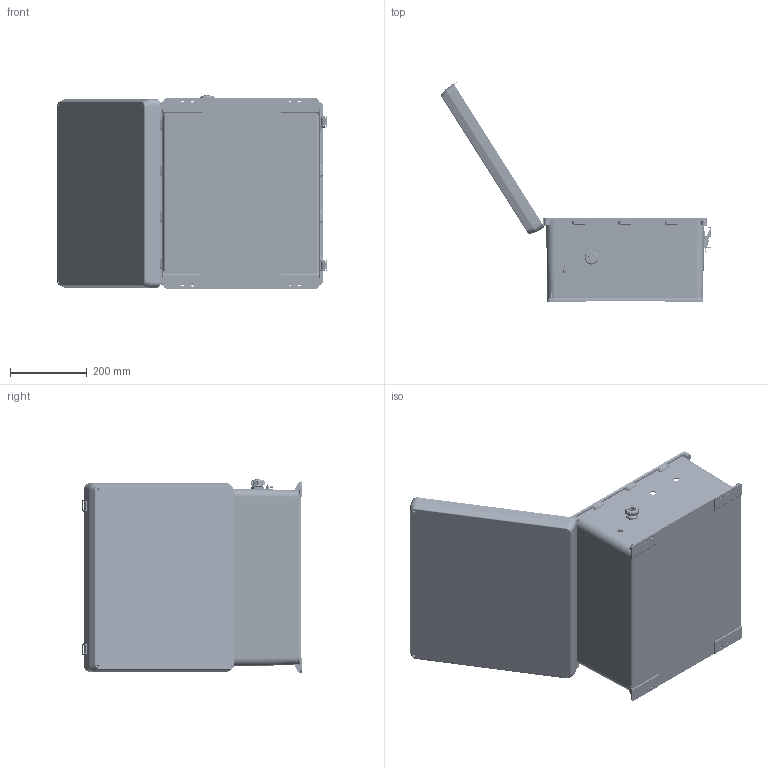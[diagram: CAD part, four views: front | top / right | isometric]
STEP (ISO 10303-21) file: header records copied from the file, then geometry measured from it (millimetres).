
FILE_DESCRIPTION (( 'STEP AP214' ), '1' );
FILE_NAME ('TEF181608-100-UL.STEP', '2019-05-09T14:46:18', ( '' ), ( '' ), 'SwSTEP 2.0', 'SolidWorks 2018', '' );
FILE_SCHEMA (( 'AUTOMOTIVE_DESIGN' ));
Length unit declared in the file: inch
Products named in the file (30): XF685-01; XC-0003; TEF181608-100-UL; XFW-0002; XMH-0007; X-ASSY-HYP285-1; NB181608-DoorClasp-2; NB181608-DoorClasp-1; X-PCB-HYP285; XFS-0032_91735A151; XFN-0003; XCT-0011; XERZ-V20D241; XCTB-0002; XFN-0013; XFS-0026; XMH-0010; XFN-0022; NEMA 18 GroundWire; 10-32 NEMA PLATE SCREW; XFS-0017; XF797-02; NB181608-Hinge; NB181608-Lid; NB181608-Box; XCT-0010; XCT-0005; XFS-0067_XFS-0067; XFW-0004; XFS-0066_90272A147
Assembly tree (52 placements, depth 3):
  TEF181608-100-UL
    NB181608-Box
    NB181608-Hinge  x2
    NB181608-Lid
    NB181608-DoorClasp-1  x2
    NB181608-DoorClasp-2  x2
    XF685-01
    XMH-0007  x4
    XCTB-0002
    10-32 NEMA PLATE SCREW  x4
    XFN-0013  x2
    XMH-0010  x2
    XF797-02
    XFS-0017  x5
    XCT-0011
    XCT-0010
    XFN-0003  x2
    XC-0003
    XCT-0005
    XFW-0002
    XFS-0026
    NEMA 18 GroundWire
    XFN-0022  x2
    X-ASSY-HYP285-1
      X-PCB-HYP285
      XERZ-V20D241  x3
    XFS-0032_91735A151  x2
    XFS-0066_90272A147  x2
    XFW-0004  x2
    XFS-0067_XFS-0067  x2
Bounding box: 703.32 x 571.16 x 502.84 mm (x, y, z)
Volume: 3620354.6 mm3; surface area: 2192081.2 mm2
Topology: 57 solids, 58 shells, 5654 faces, 14342 edges, 8835 vertices
Faces by surface type: cylinder 1985, plane 1727, cone 1241, torus 406, bspline 258, sphere 37
Entity records: 144194 total; most frequent: CARTESIAN_POINT 43595, ORIENTED_EDGE 18266, DIRECTION 17550, EDGE_CURVE 9133, AXIS2_PLACEMENT_3D 6579, VERTEX_POINT 5707, VECTOR 4392, LINE 4392
